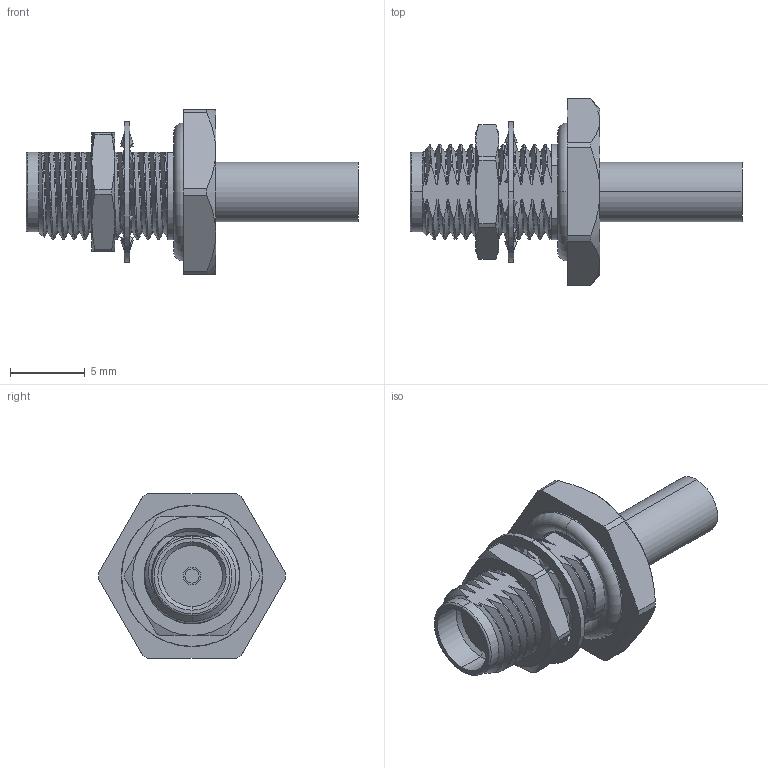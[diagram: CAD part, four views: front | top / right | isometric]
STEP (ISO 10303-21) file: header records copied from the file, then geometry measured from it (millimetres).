
FILE_DESCRIPTION (( 'STEP AP203' ), '1' );
FILE_NAME ('SC7076.step', '2018-11-02T15:45:19', ( '' ), ( '' ), 'SwSTEP 2.0', 'SolidWorks 2017', '' );
FILE_SCHEMA (( 'CONFIG_CONTROL_DESIGN' ));
Length unit declared in the file: inch
Products named in the file (1): SC7076
Bounding box: 22.2 x 12.47 x 11 mm (x, y, z)
Volume: 578.7 mm3; surface area: 1284.6 mm2
Topology: 5 solids, 5 shells, 236 faces, 668 edges, 447 vertices
Faces by surface type: bspline 87, cylinder 65, plane 46, cone 32, torus 6
Entity records: 26347 total; most frequent: CARTESIAN_POINT 20962, ORIENTED_EDGE 1336, DIRECTION 833, EDGE_CURVE 668, VERTEX_POINT 447, AXIS2_PLACEMENT_3D 318, EDGE_LOOP 249, FACE_OUTER_BOUND 236
